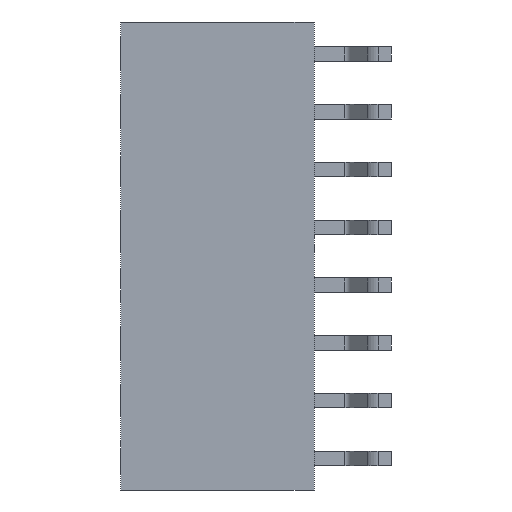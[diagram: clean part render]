
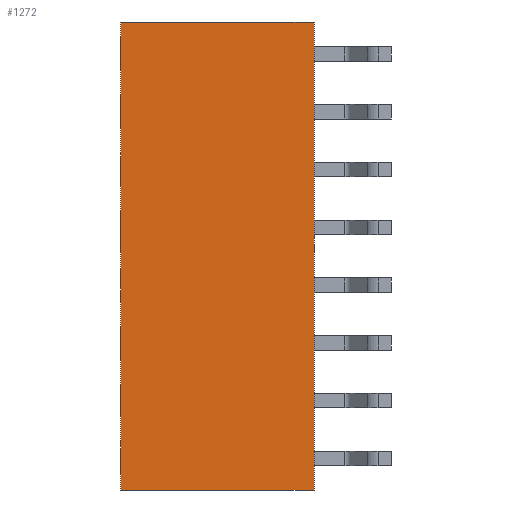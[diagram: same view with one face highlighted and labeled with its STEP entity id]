
A CAD part, left-side view. The second image highlights one B-rep face of the part: STEP entity #1272.
In plain terms, the highlighted planar face has unit normal (-1, 0, 0).
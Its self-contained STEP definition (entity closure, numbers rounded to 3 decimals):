
#154 = EDGE_CURVE ( 'NONE', #6257, #8898, #4212, .T. ) ;
#868 = ORIENTED_EDGE ( 'NONE', *, *, #11414, .F. ) ;
#1272 = ADVANCED_FACE ( 'NONE', ( #11966 ), #1371, .F. ) ;
#1371 = PLANE ( 'NONE',  #8715 ) ;
#1449 = DIRECTION ( 'NONE',  ( 1., 0., 0. ) ) ;
#1485 = LINE ( 'NONE', #12001, #10185 ) ;
#1974 = VERTEX_POINT ( 'NONE', #3301 ) ;
#3035 = DIRECTION ( 'NONE',  ( 0., 0., 1. ) ) ;
#3301 = CARTESIAN_POINT ( 'NONE',  ( 0., -4.25, -10.285 ) ) ;
#3578 = ORIENTED_EDGE ( 'NONE', *, *, #154, .F. ) ;
#4212 = LINE ( 'NONE', #6519, #7054 ) ;
#4435 = CARTESIAN_POINT ( 'NONE',  ( 0., 0., 10.285 ) ) ;
#4498 = ORIENTED_EDGE ( 'NONE', *, *, #12106, .F. ) ;
#5815 = CARTESIAN_POINT ( 'NONE',  ( 0., -4.25, 10.285 ) ) ;
#6257 = VERTEX_POINT ( 'NONE', #10966 ) ;
#6519 = CARTESIAN_POINT ( 'NONE',  ( 0., 4.25, 0. ) ) ;
#6626 = LINE ( 'NONE', #4435, #9312 ) ;
#7054 = VECTOR ( 'NONE', #3035, 1000. ) ;
#7974 = DIRECTION ( 'NONE',  ( 0., 0., -1. ) ) ;
#8238 = ORIENTED_EDGE ( 'NONE', *, *, #8836, .F. ) ;
#8636 = DIRECTION ( 'NONE',  ( 0., -1., 0. ) ) ;
#8715 = AXIS2_PLACEMENT_3D ( 'NONE', #9808, #1449, #13137 ) ;
#8774 = DIRECTION ( 'NONE',  ( 0., 1., 0. ) ) ;
#8836 = EDGE_CURVE ( 'NONE', #1974, #6257, #11135, .T. ) ;
#8898 = VERTEX_POINT ( 'NONE', #13350 ) ;
#9312 = VECTOR ( 'NONE', #8636, 1000. ) ;
#9742 = VERTEX_POINT ( 'NONE', #5815 ) ;
#9808 = CARTESIAN_POINT ( 'NONE',  ( 0., 0., 0. ) ) ;
#10185 = VECTOR ( 'NONE', #7974, 1000. ) ;
#10966 = CARTESIAN_POINT ( 'NONE',  ( 0., 4.25, -10.285 ) ) ;
#11135 = LINE ( 'NONE', #13145, #13208 ) ;
#11414 = EDGE_CURVE ( 'NONE', #9742, #1974, #1485, .T. ) ;
#11966 = FACE_OUTER_BOUND ( 'NONE', #13319, .T. ) ;
#12001 = CARTESIAN_POINT ( 'NONE',  ( 0., -4.25, 0. ) ) ;
#12106 = EDGE_CURVE ( 'NONE', #8898, #9742, #6626, .T. ) ;
#13137 = DIRECTION ( 'NONE',  ( 0., 0., -1. ) ) ;
#13145 = CARTESIAN_POINT ( 'NONE',  ( 0., 0., -10.285 ) ) ;
#13208 = VECTOR ( 'NONE', #8774, 1000. ) ;
#13319 = EDGE_LOOP ( 'NONE', ( #8238, #868, #4498, #3578 ) ) ;
#13350 = CARTESIAN_POINT ( 'NONE',  ( 0., 4.25, 10.285 ) ) ;
